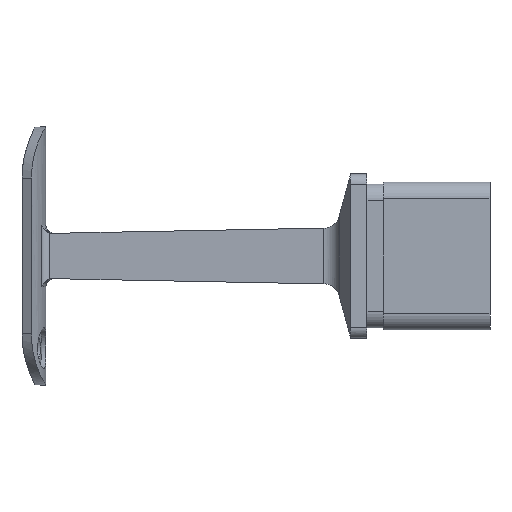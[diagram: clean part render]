
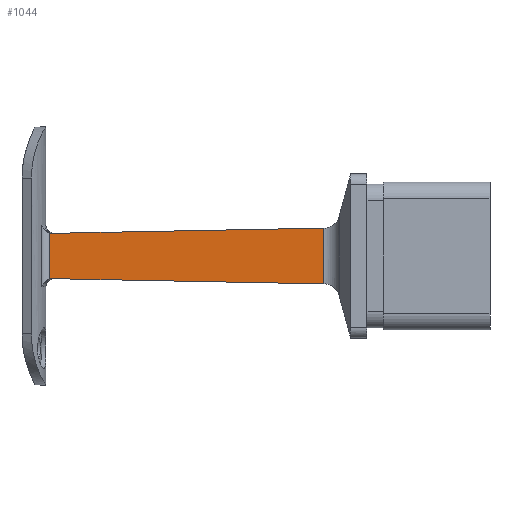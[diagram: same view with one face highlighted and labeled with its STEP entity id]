
A CAD part, left-side view. The second image highlights one B-rep face of the part: STEP entity #1044.
In plain terms, the highlighted planar face has unit normal (-1, 0.019, 0).
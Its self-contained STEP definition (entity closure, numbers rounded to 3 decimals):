
#116 = VECTOR ( 'NONE', #10535, 1000. ) ;
#977 = DIRECTION ( 'NONE',  ( -0.019, -1., 0. ) ) ;
#1044 = ADVANCED_FACE ( 'NONE', ( #9636 ), #2057, .T. ) ;
#1459 = CARTESIAN_POINT ( 'NONE',  ( -5.514, 77.376, 7. ) ) ;
#1516 = VERTEX_POINT ( 'NONE', #13611 ) ;
#1860 = CARTESIAN_POINT ( 'NONE',  ( -5.524, 76.858, -5.524 ) ) ;
#2057 = PLANE ( 'NONE',  #13080 ) ;
#2675 = LINE ( 'NONE', #6141, #5201 ) ;
#2825 = EDGE_LOOP ( 'NONE', ( #10147, #10755, #10250, #5355, #11892, #5494 ) ) ;
#3024 = CARTESIAN_POINT ( 'NONE',  ( -5.514, 77.376, -5.58 ) ) ;
#3065 = EDGE_CURVE ( 'NONE', #14413, #1516, #10858, .T. ) ;
#3386 = DIRECTION ( 'NONE',  ( -0.019, -1., 0.019 ) ) ;
#3545 = VECTOR ( 'NONE', #11895, 1000. ) ;
#3982 = CARTESIAN_POINT ( 'NONE',  ( -5.524, 76.858, 5.524 ) ) ;
#4065 = VECTOR ( 'NONE', #3386, 1000. ) ;
#4321 = VERTEX_POINT ( 'NONE', #8456 ) ;
#4506 = DIRECTION ( 'NONE',  ( -1., 0.019, 0. ) ) ;
#5201 = VECTOR ( 'NONE', #9642, 1000. ) ;
#5355 = ORIENTED_EDGE ( 'NONE', *, *, #11292, .T. ) ;
#5360 = LINE ( 'NONE', #1459, #3545 ) ;
#5494 = ORIENTED_EDGE ( 'NONE', *, *, #8417, .F. ) ;
#6141 = CARTESIAN_POINT ( 'NONE',  ( -6.798, 10.53, 7. ) ) ;
#6482 = CARTESIAN_POINT ( 'NONE',  ( -5.518, 77.205, -5.539 ) ) ;
#6781 = CARTESIAN_POINT ( 'NONE',  ( -7., 0., 7. ) ) ;
#6916 = CARTESIAN_POINT ( 'NONE',  ( -6.995, 0.269, -6.995 ) ) ;
#7782 = LINE ( 'NONE', #6916, #116 ) ;
#7876 = VERTEX_POINT ( 'NONE', #3982 ) ;
#8141 = CARTESIAN_POINT ( 'NONE',  ( -6.995, 0.269, 6.995 ) ) ;
#8417 = EDGE_CURVE ( 'NONE', #7876, #8455, #8420, .T. ) ;
#8420 = LINE ( 'NONE', #8141, #4065 ) ;
#8455 = VERTEX_POINT ( 'NONE', #15066 ) ;
#8456 = CARTESIAN_POINT ( 'NONE',  ( -6.798, 10.53, -6.798 ) ) ;
#9208 = CARTESIAN_POINT ( 'NONE',  ( -5.514, 77.376, 5.58 ) ) ;
#9305 = CARTESIAN_POINT ( 'NONE',  ( -5.524, 76.858, 5.524 ) ) ;
#9636 = FACE_OUTER_BOUND ( 'NONE', #2825, .T. ) ;
#9642 = DIRECTION ( 'NONE',  ( 0., 0., 1. ) ) ;
#10028 = CARTESIAN_POINT ( 'NONE',  ( -5.514, 77.376, -5.58 ) ) ;
#10147 = ORIENTED_EDGE ( 'NONE', *, *, #12008, .T. ) ;
#10250 = ORIENTED_EDGE ( 'NONE', *, *, #3065, .T. ) ;
#10336 = EDGE_CURVE ( 'NONE', #4321, #8455, #2675, .T. ) ;
#10490 = B_SPLINE_CURVE_WITH_KNOTS ( 'NONE', 3,
 ( #9305, #14877, #11549, #13786 ),
 .UNSPECIFIED., .F., .F.,
 ( 4, 4 ),
 ( 0., 0.001 ),
 .UNSPECIFIED. ) ;
#10535 = DIRECTION ( 'NONE',  ( -0.019, -1., -0.019 ) ) ;
#10755 = ORIENTED_EDGE ( 'NONE', *, *, #13805, .T. ) ;
#10858 = B_SPLINE_CURVE_WITH_KNOTS ( 'NONE', 3,
 ( #10028, #6482, #11120, #1860 ),
 .UNSPECIFIED., .F., .F.,
 ( 4, 4 ),
 ( 0., 0.001 ),
 .UNSPECIFIED. ) ;
#11120 = CARTESIAN_POINT ( 'NONE',  ( -5.521, 77.033, -5.521 ) ) ;
#11292 = EDGE_CURVE ( 'NONE', #1516, #4321, #7782, .T. ) ;
#11549 = CARTESIAN_POINT ( 'NONE',  ( -5.518, 77.205, 5.539 ) ) ;
#11892 = ORIENTED_EDGE ( 'NONE', *, *, #10336, .T. ) ;
#11895 = DIRECTION ( 'NONE',  ( 0., 0., -1. ) ) ;
#12008 = EDGE_CURVE ( 'NONE', #7876, #12034, #10490, .T. ) ;
#12034 = VERTEX_POINT ( 'NONE', #9208 ) ;
#13080 = AXIS2_PLACEMENT_3D ( 'NONE', #6781, #4506, #977 ) ;
#13611 = CARTESIAN_POINT ( 'NONE',  ( -5.524, 76.858, -5.524 ) ) ;
#13786 = CARTESIAN_POINT ( 'NONE',  ( -5.514, 77.376, 5.58 ) ) ;
#13805 = EDGE_CURVE ( 'NONE', #12034, #14413, #5360, .T. ) ;
#14413 = VERTEX_POINT ( 'NONE', #3024 ) ;
#14877 = CARTESIAN_POINT ( 'NONE',  ( -5.521, 77.033, 5.521 ) ) ;
#15066 = CARTESIAN_POINT ( 'NONE',  ( -6.798, 10.53, 6.798 ) ) ;
